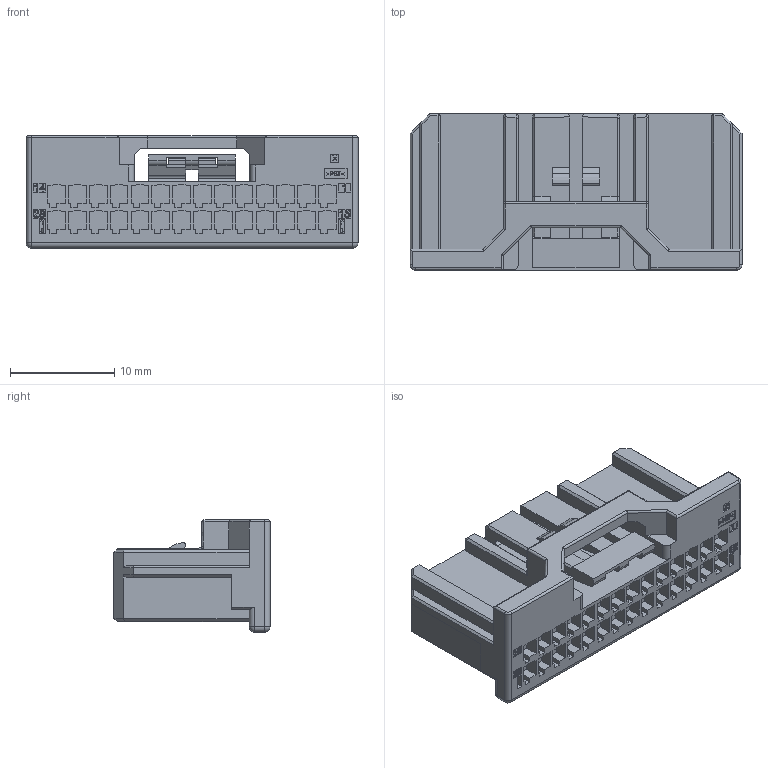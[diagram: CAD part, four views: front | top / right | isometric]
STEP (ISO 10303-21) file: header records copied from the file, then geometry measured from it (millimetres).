
FILE_DESCRIPTION( ('This file contains a STEP AP42 implementation' ,'as created by ZW3D STEP Interface translator.') ,'2;1' );
FILE_NAME( '72025-2FC028AN00BA1.step' ,'23 810.102035', (''), ('ZWCAD Software Co.'), 'Version 1.0', 'ZW3D to STEP translator', '' );
FILE_SCHEMA(('AUTOMOTIVE_DESIGN { 1 0 10303 214 1 1 1 1 }'));
Length unit declared in the file: millimetre
Products named in the file (2): 0; 72025-2FC028AN00BA1
Bounding box: 31.9 x 15 x 10.8 mm (x, y, z)
Volume: 2857.1 mm3; surface area: 2817.6 mm2
Topology: 1 solids, 1 shells, 1259 faces, 3239 edges, 2089 vertices
Faces by surface type: plane 1115, cylinder 76, bspline 58, sphere 6, torus 4
Full cylindrical faces by diameter (mm): 0.4 x2, 3 x1
Entity records: 38934 total; most frequent: CARTESIAN_POINT 7406, ORIENTED_EDGE 6478, DIRECTION 5625, EDGE_CURVE 3239, VECTOR 2969, LINE 2969, VERTEX_POINT 2089, EDGE_LOOP 1378
